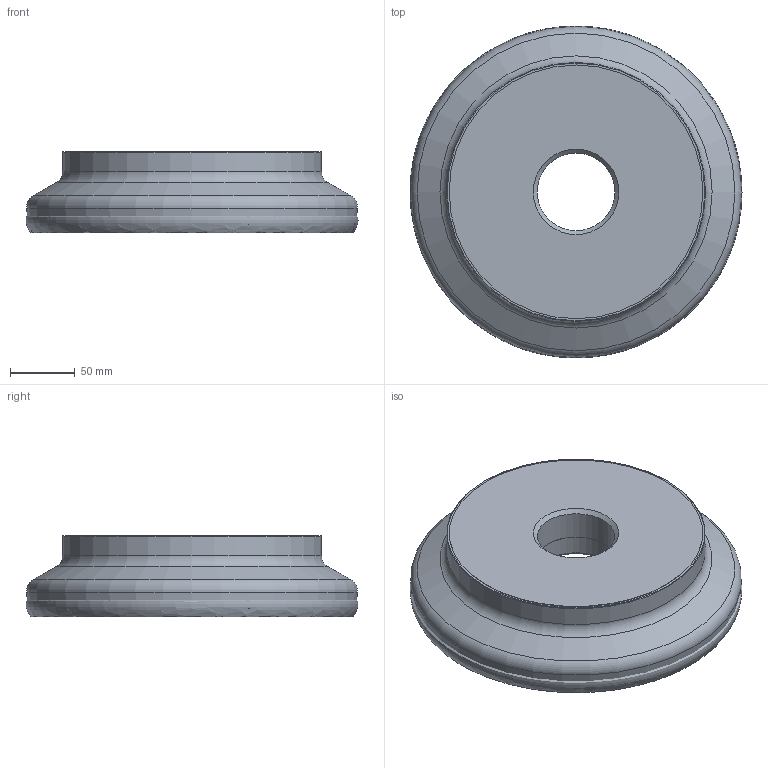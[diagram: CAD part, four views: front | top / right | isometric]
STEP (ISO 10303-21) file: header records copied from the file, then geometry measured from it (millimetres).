
FILE_DESCRIPTION(/* description */ (''),/* implementation_level */ '2;1');
FILE_NAME(/* name */ '1552638973532.stp',/* time_stamp */ '2019-03-15T14:06:27+06:00',/* author */ (''),/* organization */ ('SMS'),/* preprocessor_version */ 'ST-DEVELOPER v15',/* originating_system */ 'SIEMENS PLM Software NX 8.5',/* authorisation */ '');
FILE_SCHEMA (('AUTOMOTIVE_DESIGN { 1 0 10303 214 3 1 1 1 }'));
Length unit declared in the file: millimetre
Products named in the file (4): ASSEMBLY_CONSTRUCTION; 202047346mod000_00; 202169427mod000_00; 202169426mod000_00
Assembly tree (3 placements, depth 2):
  202169426mod000_00
    202169427mod000_00
    202047346mod000_00
    ASSEMBLY_CONSTRUCTION
Bounding box: 256.4 x 256.35 x 62.99 mm (x, y, z)
Volume: 2140979.3 mm3; surface area: 180385.1 mm2
Topology: 2 solids, 2 shells, 25 faces, 48 edges, 73 vertices
Faces by surface type: cone 8, plane 6, torus 5, cylinder 5, bspline 1
Full cylindrical faces by diameter (mm): 60.015 x1, 60.3 x1, 136 x1, 196 x1, 200 x1
Entity records: 20614 total; most frequent: CARTESIAN_POINT 19599, DIRECTION 190, AXIS2_PLACEMENT_3D 95, STYLED_ITEM 90, PRESENTATION_STYLE_ASSIGNMENT 90, FACE_BOUND 49, EDGE_LOOP 48, ORIENTED_EDGE 48
